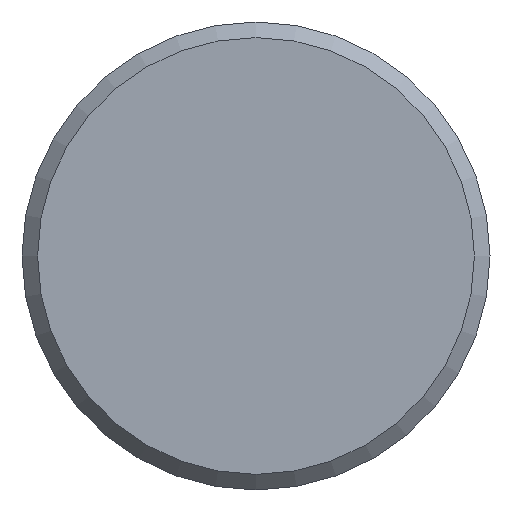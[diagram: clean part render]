
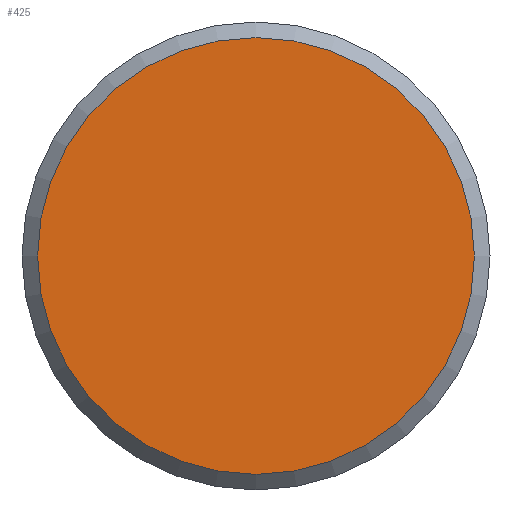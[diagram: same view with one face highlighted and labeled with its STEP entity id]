
A CAD part, front view. The second image highlights one B-rep face of the part: STEP entity #425.
In plain terms, the highlighted planar face has unit normal (0, -1, 0).
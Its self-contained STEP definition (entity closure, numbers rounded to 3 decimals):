
#37=PLANE('',#480);
#55=FACE_OUTER_BOUND('',#82,.T.);
#82=EDGE_LOOP('',(#291));
#149=CIRCLE('',#481,8.4);
#180=VERTEX_POINT('',#685);
#223=EDGE_CURVE('',#180,#180,#149,.T.);
#291=ORIENTED_EDGE('',*,*,#223,.T.);
#425=ADVANCED_FACE('',(#55),#37,.T.);
#480=AXIS2_PLACEMENT_3D('',#684,#556,#557);
#481=AXIS2_PLACEMENT_3D('',#686,#558,#559);
#556=DIRECTION('center_axis',(0.,-1.,0.));
#557=DIRECTION('ref_axis',(0.,0.,-1.));
#558=DIRECTION('center_axis',(0.,-1.,0.));
#559=DIRECTION('ref_axis',(1.,0.,0.));
#684=CARTESIAN_POINT('Origin',(4.2,-1.,0.));
#685=CARTESIAN_POINT('',(-8.4,-1.,0.));
#686=CARTESIAN_POINT('Origin',(0.,-1.,
0.));
